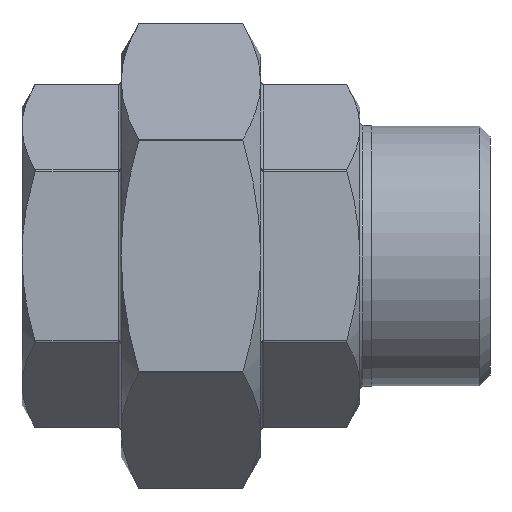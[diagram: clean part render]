
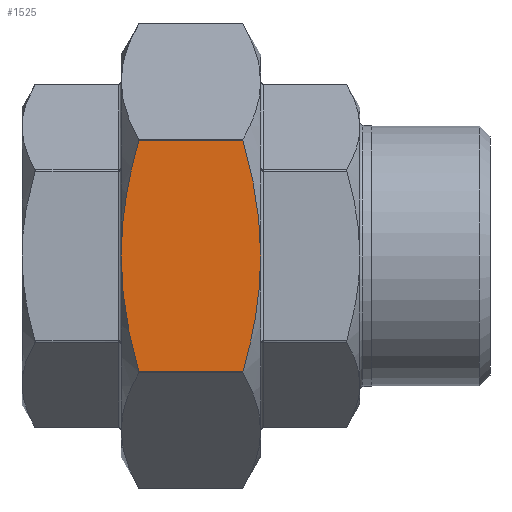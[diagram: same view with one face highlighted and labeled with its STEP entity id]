
A CAD part, left-side view. The second image highlights one B-rep face of the part: STEP entity #1525.
In plain terms, the highlighted planar face has unit normal (-1, 0, 0).
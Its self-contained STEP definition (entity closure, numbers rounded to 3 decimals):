
#99=(
BOUNDED_CURVE()
B_SPLINE_CURVE(2,(#2367,#2368,#2369),.UNSPECIFIED.,.F.,.F.)
B_SPLINE_CURVE_WITH_KNOTS((3,3),(0.769,2.769),
 .UNSPECIFIED.)
CURVE()
GEOMETRIC_REPRESENTATION_ITEM()
RATIONAL_B_SPLINE_CURVE((1.029,1.052,1.))
REPRESENTATION_ITEM('')
);
#100=(
BOUNDED_CURVE()
B_SPLINE_CURVE(2,(#2371,#2372,#2373),.UNSPECIFIED.,.F.,.F.)
B_SPLINE_CURVE_WITH_KNOTS((3,3),(2.769,4.769),
 .UNSPECIFIED.)
CURVE()
GEOMETRIC_REPRESENTATION_ITEM()
RATIONAL_B_SPLINE_CURVE((1.,1.052,1.029))
REPRESENTATION_ITEM('')
);
#101=(
BOUNDED_CURVE()
B_SPLINE_CURVE(2,(#2377,#2378,#2379),.UNSPECIFIED.,.F.,.F.)
B_SPLINE_CURVE_WITH_KNOTS((3,3),(0.769,2.769),
 .UNSPECIFIED.)
CURVE()
GEOMETRIC_REPRESENTATION_ITEM()
RATIONAL_B_SPLINE_CURVE((1.029,1.052,1.))
REPRESENTATION_ITEM('')
);
#102=(
BOUNDED_CURVE()
B_SPLINE_CURVE(2,(#2380,#2381,#2382),.UNSPECIFIED.,.F.,.F.)
B_SPLINE_CURVE_WITH_KNOTS((3,3),(2.769,4.769),
 .UNSPECIFIED.)
CURVE()
GEOMETRIC_REPRESENTATION_ITEM()
RATIONAL_B_SPLINE_CURVE((1.,1.052,1.029))
REPRESENTATION_ITEM('')
);
#145=LINE('',#2364,#205);
#146=LINE('',#2375,#206);
#205=VECTOR('',#1855,16.794);
#206=VECTOR('',#1858,16.794);
#326=PLANE('',#1643);
#386=FACE_OUTER_BOUND('',#500,.T.);
#500=EDGE_LOOP('',(#1084,#1085,#1086,#1087,#1088,#1089));
#701=VERTEX_POINT('',#2342);
#702=VERTEX_POINT('',#2353);
#703=VERTEX_POINT('',#2366);
#704=VERTEX_POINT('',#2370);
#705=VERTEX_POINT('',#2374);
#706=VERTEX_POINT('',#2376);
#849=EDGE_CURVE('',#702,#701,#145,.T.);
#850=EDGE_CURVE('',#702,#703,#99,.T.);
#851=EDGE_CURVE('',#703,#704,#100,.T.);
#852=EDGE_CURVE('',#705,#704,#146,.T.);
#853=EDGE_CURVE('',#705,#706,#101,.T.);
#854=EDGE_CURVE('',#706,#701,#102,.T.);
#1084=ORIENTED_EDGE('',*,*,#849,.F.);
#1085=ORIENTED_EDGE('',*,*,#850,.T.);
#1086=ORIENTED_EDGE('',*,*,#851,.T.);
#1087=ORIENTED_EDGE('',*,*,#852,.F.);
#1088=ORIENTED_EDGE('',*,*,#853,.T.);
#1089=ORIENTED_EDGE('',*,*,#854,.T.);
#1525=ADVANCED_FACE('',(#386),#326,.T.);
#1643=AXIS2_PLACEMENT_3D('',#2365,#1856,#1857);
#1855=DIRECTION('',(0.,1.,0.));
#1856=DIRECTION('center_axis',(-1.,0.,0.));
#1857=DIRECTION('ref_axis',(0.,0.,1.));
#1858=DIRECTION('',(0.,-1.,0.));
#2342=CARTESIAN_POINT('',(-32.5,8.397,-18.591));
#2353=CARTESIAN_POINT('',(-32.5,-8.397,-18.591));
#2364=CARTESIAN_POINT('',(-32.5,0.,-18.591));
#2365=CARTESIAN_POINT('Origin',(-32.5,0.,-18.764));
#2366=CARTESIAN_POINT('',(-32.5,-11.25,0.));
#2367=CARTESIAN_POINT('Ctrl Pts',(-32.5,-8.397,-18.591));
#2368=CARTESIAN_POINT('Ctrl Pts',(-32.5,-11.25,-8.639));
#2369=CARTESIAN_POINT('Ctrl Pts',(-32.5,-11.25,0.));
#2370=CARTESIAN_POINT('',(-32.5,-8.397,18.591));
#2371=CARTESIAN_POINT('Ctrl Pts',(-32.5,-11.25,0.));
#2372=CARTESIAN_POINT('Ctrl Pts',(-32.5,-11.25,8.639));
#2373=CARTESIAN_POINT('Ctrl Pts',(-32.5,-8.397,18.591));
#2374=CARTESIAN_POINT('',(-32.5,8.397,18.591));
#2375=CARTESIAN_POINT('',(-32.5,0.,18.591));
#2376=CARTESIAN_POINT('',(-32.5,11.25,0.));
#2377=CARTESIAN_POINT('Ctrl Pts',(-32.5,8.397,18.591));
#2378=CARTESIAN_POINT('Ctrl Pts',(-32.5,11.25,8.639));
#2379=CARTESIAN_POINT('Ctrl Pts',(-32.5,11.25,0.));
#2380=CARTESIAN_POINT('Ctrl Pts',(-32.5,11.25,0.));
#2381=CARTESIAN_POINT('Ctrl Pts',(-32.5,11.25,-8.639));
#2382=CARTESIAN_POINT('Ctrl Pts',(-32.5,8.397,-18.591));
